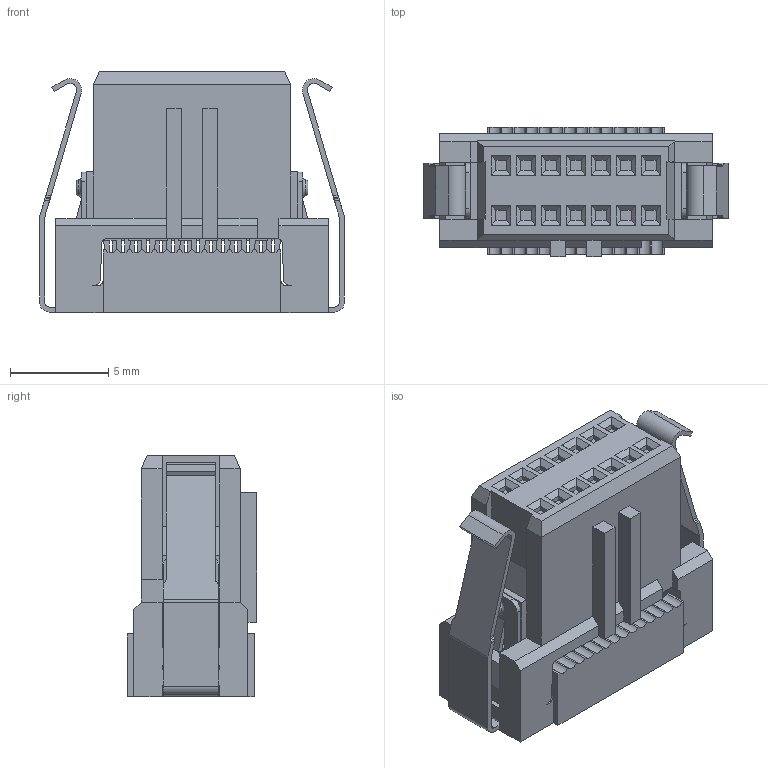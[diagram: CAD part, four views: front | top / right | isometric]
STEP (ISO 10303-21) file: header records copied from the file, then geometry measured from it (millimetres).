
FILE_DESCRIPTION( ('This file contains a STEP AP42 implementation' ,'as created by ZW3D STEP Interface translator.') ,'2;1' );
FILE_NAME( '5243-XXYPXXBW01.stp' ,'24 1 2.105849', (''), ('ZWCAD Software Co.'), 'Version 1.0', 'ZW3D to STEP translator', '' );
FILE_SCHEMA(('AUTOMOTIVE_DESIGN { 1 0 10303 214 1 1 1 1 }'));
Length unit declared in the file: millimetre
Products named in the file (2): 0; 5243-14YPXXBW01
Bounding box: 15.49 x 6.58 x 12.29 mm (x, y, z)
Volume: 570.6 mm3; surface area: 1928.5 mm2
Topology: 1 solids, 1 shells, 1582 faces, 4702 edges, 3063 vertices
Faces by surface type: plane 1283, cylinder 283, torus 16
Entity records: 54297 total; most frequent: ORIENTED_EDGE 9518, CARTESIAN_POINT 9446, DIRECTION 8457, EDGE_CURVE 4702, VECTOR 4065, LINE 4065, VERTEX_POINT 3063, AXIS2_PLACEMENT_3D 2196
